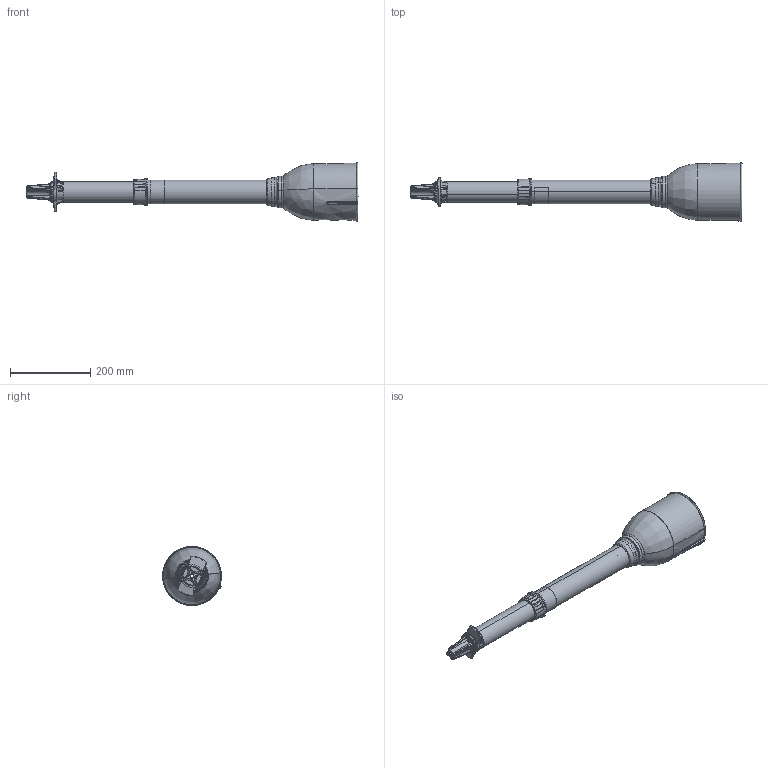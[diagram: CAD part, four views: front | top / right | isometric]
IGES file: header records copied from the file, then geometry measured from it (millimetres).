
Start section: START RECORD GO HERE.
Global section: file name: 046004XXX0.igs; native system: IBM CATIA IGES - CATIA Version 5 Release 17 ; preprocessor: CATIA Version 5 Release 17 ; author: pbm; organization: DKAVKINT; date: 20110406.130042; units: millimetre
Bounding box: 827.19 x 146.97 x 146.92 mm (x, y, z)
Surface area: 475088.6 mm2 (no closed solid volume)
Topology: 0 solids, 972 shells, 972 faces, 4764 edges, 4740 vertices
Faces by surface type: bspline 972
